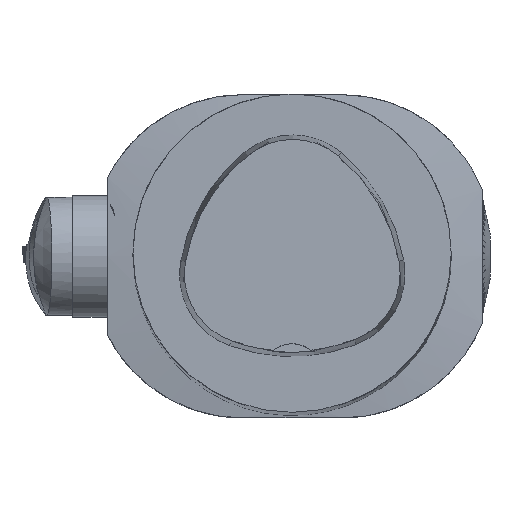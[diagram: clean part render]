
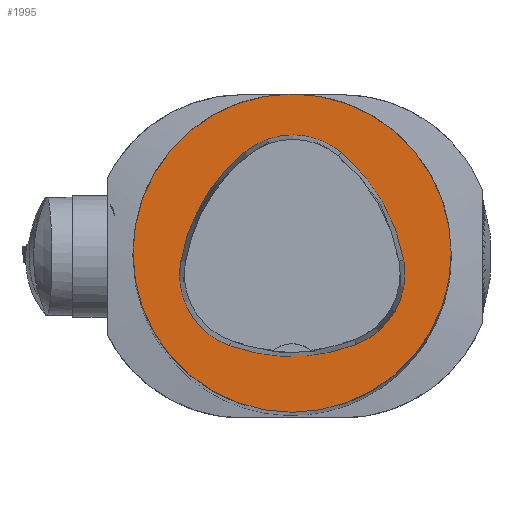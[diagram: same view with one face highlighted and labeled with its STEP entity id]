
A CAD part, top view. The second image highlights one B-rep face of the part: STEP entity #1995.
In plain terms, the highlighted planar face has unit normal (0, 0, 1).
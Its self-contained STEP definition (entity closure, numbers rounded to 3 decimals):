
#1995=ADVANCED_FACE('',(#2631,#2632),#2337,.T.);
#2337=PLANE('',#6908);
#2631=FACE_BOUND('',#2736,.T.);
#2632=FACE_BOUND('',#2737,.T.);
#2736=EDGE_LOOP('',(#3265,#3266,#3267,#3268,#3269,#3270));
#2737=EDGE_LOOP('',(#3271));
#3265=ORIENTED_EDGE('',*,*,#5742,.T.);
#3266=ORIENTED_EDGE('',*,*,#5722,.T.);
#3267=ORIENTED_EDGE('',*,*,#5726,.T.);
#3268=ORIENTED_EDGE('',*,*,#5729,.T.);
#3269=ORIENTED_EDGE('',*,*,#5732,.T.);
#3270=ORIENTED_EDGE('',*,*,#5740,.T.);
#3271=ORIENTED_EDGE('',*,*,#5712,.F.);
#5052=VERTEX_POINT('',#9218);
#5062=VERTEX_POINT('',#9272);
#5063=VERTEX_POINT('',#9273);
#5066=VERTEX_POINT('',#9281);
#5068=VERTEX_POINT('',#9287);
#5070=VERTEX_POINT('',#9293);
#5077=VERTEX_POINT('',#9314);
#5712=EDGE_CURVE('',#5052,#5052,#6617,.T.);
#5722=EDGE_CURVE('',#5062,#5063,#6618,.T.);
#5726=EDGE_CURVE('',#5063,#5066,#6620,.T.);
#5729=EDGE_CURVE('',#5066,#5068,#6622,.T.);
#5732=EDGE_CURVE('',#5068,#5070,#6624,.T.);
#5740=EDGE_CURVE('',#5070,#5077,#6628,.T.);
#5742=EDGE_CURVE('',#5077,#5062,#6630,.T.);
#6617=CIRCLE('',#6880,31.5);
#6618=CIRCLE('',#6886,36.);
#6620=CIRCLE('',#6889,15.);
#6622=CIRCLE('',#6892,36.);
#6624=CIRCLE('',#6895,15.);
#6628=CIRCLE('',#6900,36.);
#6630=CIRCLE('',#6903,15.);
#6880=AXIS2_PLACEMENT_3D('',#9217,#7504,#7505);
#6886=AXIS2_PLACEMENT_3D('',#9271,#7520,#7521);
#6889=AXIS2_PLACEMENT_3D('',#9280,#7528,#7529);
#6892=AXIS2_PLACEMENT_3D('',#9286,#7535,#7536);
#6895=AXIS2_PLACEMENT_3D('',#9292,#7542,#7543);
#6900=AXIS2_PLACEMENT_3D('',#9315,#7554,#7555);
#6903=AXIS2_PLACEMENT_3D('',#9318,#7560,#7561);
#6908=AXIS2_PLACEMENT_3D('',#9323,#7570,#7571);
#7504=DIRECTION('',(0.,0.,-1.));
#7505=DIRECTION('',(-1.,0.,0.));
#7520=DIRECTION('',(0.,0.,-1.));
#7521=DIRECTION('',(-1.,0.,0.));
#7528=DIRECTION('',(0.,0.,-1.));
#7529=DIRECTION('',(-1.,0.,0.));
#7535=DIRECTION('',(0.,0.,-1.));
#7536=DIRECTION('',(-1.,0.,0.));
#7542=DIRECTION('',(0.,0.,-1.));
#7543=DIRECTION('',(-1.,0.,0.));
#7554=DIRECTION('',(0.,0.,-1.));
#7555=DIRECTION('',(-1.,0.,0.));
#7560=DIRECTION('',(0.,0.,-1.));
#7561=DIRECTION('',(-1.,0.,0.));
#7570=DIRECTION('',(0.,0.,1.));
#7571=DIRECTION('',(1.,0.,0.));
#9217=CARTESIAN_POINT('',(0.,0.,0.));
#9218=CARTESIAN_POINT('',(-31.5,0.,0.));
#9271=CARTESIAN_POINT('',(13.398,-7.893,0.));
#9272=CARTESIAN_POINT('',(-22.041,-1.562,0.));
#9273=CARTESIAN_POINT('',(-9.317,20.036,0.));
#9280=CARTESIAN_POINT('',(0.148,8.399,0.));
#9281=CARTESIAN_POINT('',(9.779,19.898,0.));
#9286=CARTESIAN_POINT('',(-13.337,-7.7,0.));
#9287=CARTESIAN_POINT('',(22.122,-1.48,0.));
#9292=CARTESIAN_POINT('',(7.347,-4.071,0.));
#9293=CARTESIAN_POINT('',(12.693,-18.087,0.));
#9314=CARTESIAN_POINT('',(-12.373,-18.307,0.));
#9315=CARTESIAN_POINT('',(-0.137,15.55,0.));
#9318=CARTESIAN_POINT('',(-7.275,-4.2,0.));
#9323=CARTESIAN_POINT('',(0.,0.,0.));
